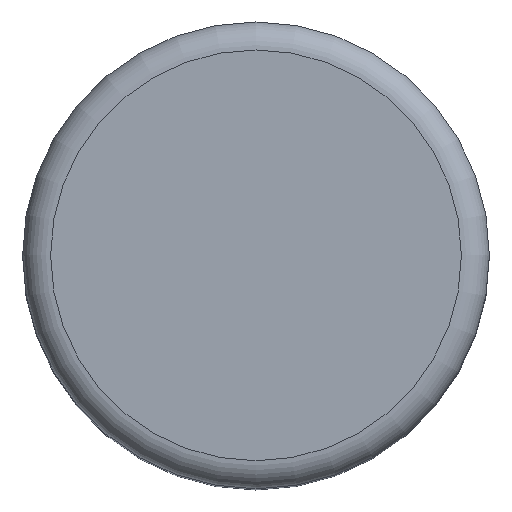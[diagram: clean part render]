
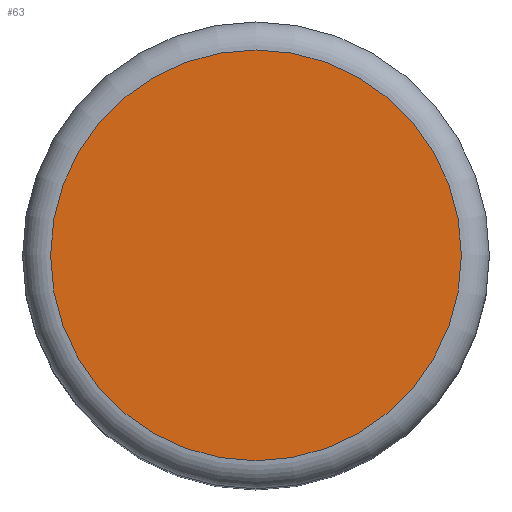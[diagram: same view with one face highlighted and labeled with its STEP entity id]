
A CAD part, top view. The second image highlights one B-rep face of the part: STEP entity #63.
In plain terms, the highlighted planar face has unit normal (0, 0, 1).
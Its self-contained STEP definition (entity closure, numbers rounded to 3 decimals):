
#63 = ADVANCED_FACE( '', ( #136 ), #137, .F. );
#136 = FACE_OUTER_BOUND( '', #217, .T. );
#137 = PLANE( '', #218 );
#217 = EDGE_LOOP( '', ( #312 ) );
#218 = AXIS2_PLACEMENT_3D( '', #313, #314, #315 );
#312 = ORIENTED_EDGE( '', *, *, #377, .T. );
#313 = CARTESIAN_POINT( '', ( 12.5, 0., 32.5 ) );
#314 = DIRECTION( '', ( 0., 0., -1. ) );
#315 = DIRECTION( '', ( -1., 0., 0. ) );
#377 = EDGE_CURVE( '', #420, #420, #421, .F. );
#420 = VERTEX_POINT( '', #473 );
#421 = CIRCLE( '', #474, 11. );
#473 = CARTESIAN_POINT( '', ( -11., 0., 32.5 ) );
#474 = AXIS2_PLACEMENT_3D( '', #528, #529, #530 );
#528 = CARTESIAN_POINT( '', ( 0., 0., 32.5 ) );
#529 = DIRECTION( '', ( 0., 0., -1. ) );
#530 = DIRECTION( '', ( -1., 0., 0. ) );
